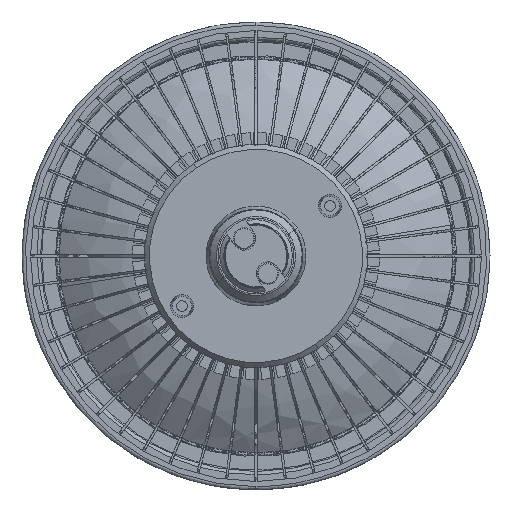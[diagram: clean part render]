
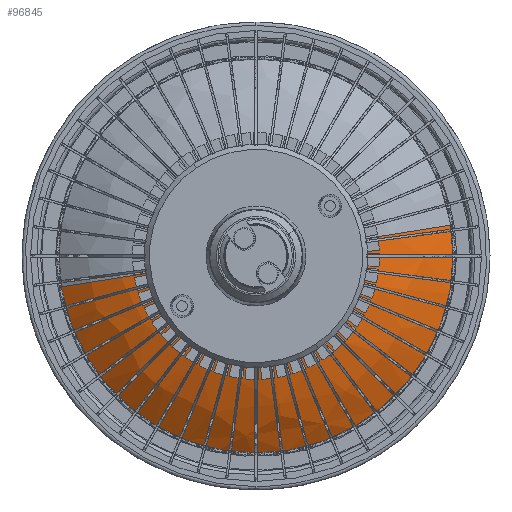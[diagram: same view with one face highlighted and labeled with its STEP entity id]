
A CAD part, front view. The second image highlights one B-rep face of the part: STEP entity #96845.
In plain terms, the highlighted free-form (B-spline) face has degree [2, 3] with [3, 4] control points.
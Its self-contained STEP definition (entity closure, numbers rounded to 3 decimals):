
#132 = CARTESIAN_POINT ( 'NONE',  ( 0., -0.681, 0. ) ) ;
#9711 = CARTESIAN_POINT ( 'NONE',  ( -9.47, -0.681, 0. ) ) ;
#12496 = EDGE_CURVE ( 'NONE', #42587, #88986, #12759, .T. ) ;
#12759 = CIRCLE ( 'NONE', #112254, 9.47 ) ;
#16177 = VERTEX_POINT ( 'NONE', #49691 ) ;
#16575 = CARTESIAN_POINT ( 'NONE',  ( 46.399, 9., -92.797 ) ) ;
#17504 = CARTESIAN_POINT ( 'NONE',  ( 46.399, 9., 0. ) ) ;
#22409 = EDGE_CURVE ( 'NONE', #134678, #16177, #78675, .T. ) ;
#25419 = FACE_OUTER_BOUND ( 'NONE', #109651, .T. ) ;
#27023 = CARTESIAN_POINT ( 'NONE',  ( -46.399, 9., 0. ) ) ;
#31597 = DIRECTION ( 'NONE',  ( 0., 1., 0. ) ) ;
#34227 = ORIENTED_EDGE ( 'NONE', *, *, #103162, .F. ) ;
#36660 = CARTESIAN_POINT ( 'NONE',  ( -30.348, -3.27, -60.696 ) ) ;
#37350 = AXIS2_PLACEMENT_3D ( 'NONE', #104179, #135709, #73054 ) ;
#42587 = VERTEX_POINT ( 'NONE', #83507 ) ;
#43774 = CIRCLE ( 'NONE', #110310, 9.47 ) ;
#44864 = CARTESIAN_POINT ( 'NONE',  ( 0., -0.681, 0. ) ) ;
#48130 = CARTESIAN_POINT ( 'NONE',  ( -46.399, 9., -92.797 ) ) ;
#48563 = CARTESIAN_POINT ( 'NONE',  ( -9.47, -0.681, 0. ) ) ;
#49113 = CARTESIAN_POINT ( 'NONE',  ( 9.47, -0.681, 0. ) ) ;
#49691 = CARTESIAN_POINT ( 'NONE',  ( -46.399, 9., 0. ) ) ;
#49799 = ORIENTED_EDGE ( 'NONE', *, *, #56086, .T. ) ;
#56086 = EDGE_CURVE ( 'NONE', #110921, #42587, #43774, .T. ) ;
#57828 =( BOUNDED_SURFACE ( )  B_SPLINE_SURFACE ( 2, 3, ( 
 ( #17504, #16575, #48130, #27023 ),
 ( #68785, #120507, #36660, #121431 ),
 ( #80680, #68309, #99456, #48563 ) ),
 .UNSPECIFIED., .F., .F., .T. ) 
 B_SPLINE_SURFACE_WITH_KNOTS ( ( 3, 3 ),
 ( 4, 4 ),
 ( 0., 1. ),
 ( 0., 1. ),
 .UNSPECIFIED. ) 
 GEOMETRIC_REPRESENTATION_ITEM ( )  RATIONAL_B_SPLINE_SURFACE ( (
 ( 1., 0.333, 0.333, 1.),
 ( 1., 0.333, 0.333, 1.),
 ( 1., 0.333, 0.333, 1.) ) ) 
 REPRESENTATION_ITEM ( '' )  SURFACE ( )  );
#58500 = CARTESIAN_POINT ( 'NONE',  ( 46.399, 9., 0. ) ) ;
#67796 = DIRECTION ( 'NONE',  ( 0., 0., 1. ) ) ;
#68309 = CARTESIAN_POINT ( 'NONE',  ( 9.47, -0.681, -18.941 ) ) ;
#68785 = CARTESIAN_POINT ( 'NONE',  ( 30.348, -3.27, 0. ) ) ;
#72445 = CARTESIAN_POINT ( 'NONE',  ( -46.399, 9., 0. ) ) ;
#72599 = ORIENTED_EDGE ( 'NONE', *, *, #12496, .T. ) ;
#73054 = DIRECTION ( 'NONE',  ( 0., 0., 1. ) ) ;
#78675 = CIRCLE ( 'NONE', #37350, 46.399 ) ;
#80680 = CARTESIAN_POINT ( 'NONE',  ( 9.47, -0.681, 0. ) ) ;
#83507 = CARTESIAN_POINT ( 'NONE',  ( 0., -0.681, -9.47 ) ) ;
#85711 = B_SPLINE_CURVE_WITH_KNOTS ( 'NONE', 2,
 ( #72445, #124162, #9711 ),
 .UNSPECIFIED., .F., .F.,
 ( 3, 3 ),
 ( 0., 1. ),
 .UNSPECIFIED. ) ;
#88068 = CARTESIAN_POINT ( 'NONE',  ( 9.47, -0.681, 0. ) ) ;
#88986 = VERTEX_POINT ( 'NONE', #116323 ) ;
#91721 = CARTESIAN_POINT ( 'NONE',  ( 30.348, -3.27, 0. ) ) ;
#94922 = ORIENTED_EDGE ( 'NONE', *, *, #107967, .T. ) ;
#96845 = ADVANCED_FACE ( 'NONE', ( #25419 ), #57828, .T. ) ;
#99456 = CARTESIAN_POINT ( 'NONE',  ( -9.47, -0.681, -18.941 ) ) ;
#103162 = EDGE_CURVE ( 'NONE', #16177, #88986, #85711, .T. ) ;
#104179 = CARTESIAN_POINT ( 'NONE',  ( 0., 9., 0. ) ) ;
#105393 = DIRECTION ( 'NONE',  ( 0., 0., 1. ) ) ;
#107967 = EDGE_CURVE ( 'NONE', #134678, #110921, #130448, .T. ) ;
#109651 = EDGE_LOOP ( 'NONE', ( #122342, #94922, #49799, #72599, #34227 ) ) ;
#110310 = AXIS2_PLACEMENT_3D ( 'NONE', #44864, #118671, #67796 ) ;
#110921 = VERTEX_POINT ( 'NONE', #88068 ) ;
#112254 = AXIS2_PLACEMENT_3D ( 'NONE', #132, #31597, #105393 ) ;
#116323 = CARTESIAN_POINT ( 'NONE',  ( -9.47, -0.681, 0. ) ) ;
#118671 = DIRECTION ( 'NONE',  ( 0., 1., 0. ) ) ;
#120507 = CARTESIAN_POINT ( 'NONE',  ( 30.348, -3.27, -60.696 ) ) ;
#121431 = CARTESIAN_POINT ( 'NONE',  ( -30.348, -3.27, 0. ) ) ;
#122342 = ORIENTED_EDGE ( 'NONE', *, *, #22409, .F. ) ;
#123340 = CARTESIAN_POINT ( 'NONE',  ( 46.399, 9., 0. ) ) ;
#124162 = CARTESIAN_POINT ( 'NONE',  ( -30.348, -3.27, 0. ) ) ;
#130448 = B_SPLINE_CURVE_WITH_KNOTS ( 'NONE', 2,
 ( #123340, #91721, #49113 ),
 .UNSPECIFIED., .F., .F.,
 ( 3, 3 ),
 ( 0., 1. ),
 .UNSPECIFIED. ) ;
#134678 = VERTEX_POINT ( 'NONE', #58500 ) ;
#135709 = DIRECTION ( 'NONE',  ( 0., 1., 0. ) ) ;
